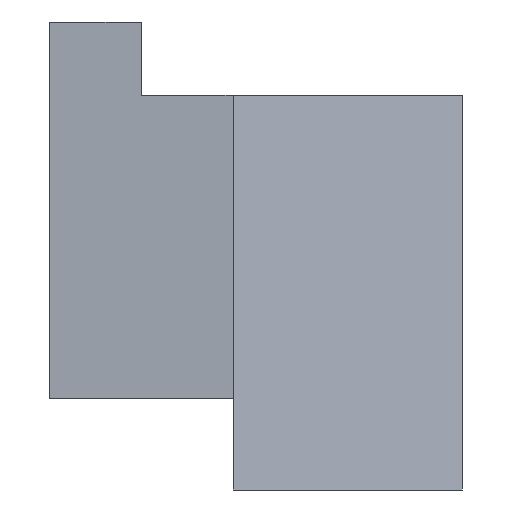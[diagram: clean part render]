
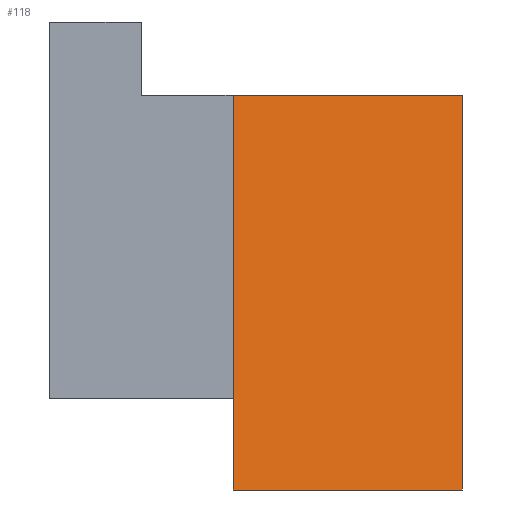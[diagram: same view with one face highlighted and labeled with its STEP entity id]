
A CAD part, left-side view. The second image highlights one B-rep face of the part: STEP entity #118.
In plain terms, the highlighted planar face has unit normal (-0.927, -0.375, 0).
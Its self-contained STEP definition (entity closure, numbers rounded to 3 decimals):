
#118=ADVANCED_FACE('',(#141),#129,.F.);
#129=PLANE('',#333);
#141=FACE_OUTER_BOUND('',#153,.T.);
#153=EDGE_LOOP('',(#207,#208,#209,#210));
#207=ORIENTED_EDGE('',*,*,#237,.F.);
#208=ORIENTED_EDGE('',*,*,#247,.T.);
#209=ORIENTED_EDGE('',*,*,#263,.F.);
#210=ORIENTED_EDGE('',*,*,#241,.F.);
#217=VERTEX_POINT('',#399);
#218=VERTEX_POINT('',#401);
#221=VERTEX_POINT('',#409);
#226=VERTEX_POINT('',#420);
#237=EDGE_CURVE('',#217,#218,#267,.T.);
#241=EDGE_CURVE('',#218,#221,#271,.T.);
#247=EDGE_CURVE('',#217,#226,#277,.T.);
#263=EDGE_CURVE('',#221,#226,#290,.T.);
#267=LINE('',#400,#294);
#271=LINE('',#408,#298);
#277=LINE('',#421,#304);
#290=LINE('',#451,#317);
#294=VECTOR('',#339,1.);
#298=VECTOR('',#345,1.);
#304=VECTOR('',#353,1.);
#317=VECTOR('',#384,1.);
#333=AXIS2_PLACEMENT_3D('',#455,#390,#391);
#339=DIRECTION('',(-0.375,0.927,0.));
#345=DIRECTION('',(0.,0.,1.));
#353=DIRECTION('',(0.,0.,1.));
#384=DIRECTION('',(0.375,-0.927,0.));
#390=DIRECTION('',(0.927,0.375,0.));
#391=DIRECTION('',(0.375,-0.927,0.));
#399=CARTESIAN_POINT('',(-97.299,-45.,-43.));
#400=CARTESIAN_POINT('',(-69.612,-113.528,-43.));
#401=CARTESIAN_POINT('',(-107.4,-20.,-43.));
#408=CARTESIAN_POINT('',(-107.4,-20.,-50.));
#409=CARTESIAN_POINT('',(-107.4,-20.,0.));
#420=CARTESIAN_POINT('',(-97.299,-45.,0.));
#421=CARTESIAN_POINT('',(-97.299,-45.,-50.));
#451=CARTESIAN_POINT('',(-81.769,-83.439,0.));
#455=CARTESIAN_POINT('',(-97.299,-45.,-50.));
